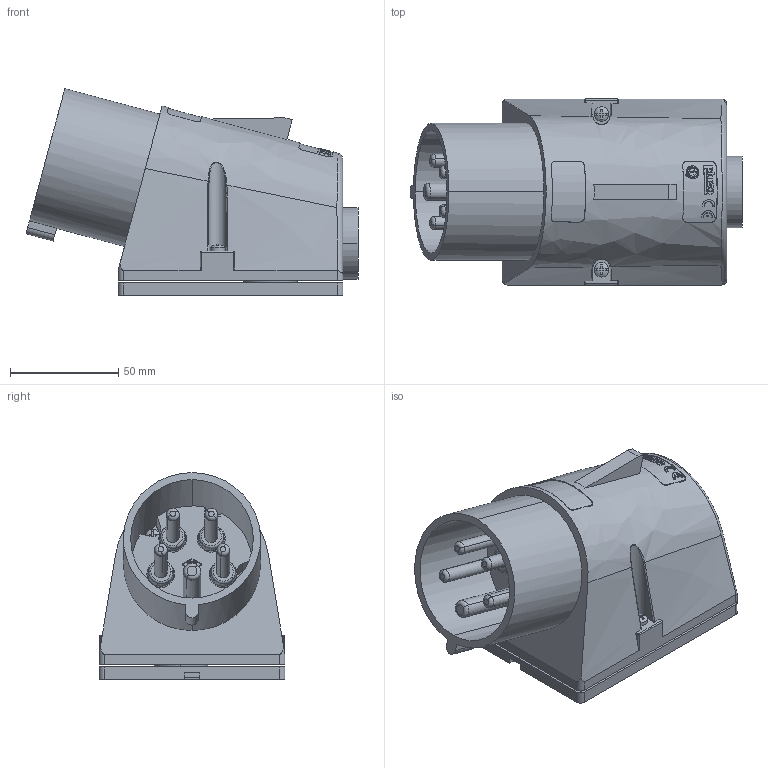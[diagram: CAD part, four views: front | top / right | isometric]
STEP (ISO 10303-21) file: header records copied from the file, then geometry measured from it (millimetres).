
FILE_DESCRIPTION(('Creo Elements/Direct Modeling STEP Export'),'2;1');
FILE_NAME('0ln7uvk4ap6lg7g1500','2017-05-18T13:22:01',(''),(''),'PTC Creo Elements/Direct Modeling STEP processor for AP214 (Solid Model)','PTC Creo Elements/Direct Modeling 19.0E 27-Jun-2016 (C) Parametric Technology GmbH','');
FILE_SCHEMA(('AUTOMOTIVE_DESIGN { 1 0 10303 214 1 1 1 1 }'));
Products named in the file (1): PE_3255_SM
Bounding box: 153.55 x 86 x 95.62 mm (x, y, z)
Volume: 518947.8 mm3; surface area: 96274.3 mm2
Topology: 1 solids, 15 shells, 1055 faces, 2816 edges, 1851 vertices
Faces by surface type: plane 668, cylinder 220, cone 62, torus 48, bspline 43, extrusion 8, sphere 6
Entity records: 67854 total; most frequent: CARTESIAN_POINT 34551, ORIENTED_EDGE 5636, DIRECTION 4286, EDGE_CURVE 2810, VERTEX_POINT 1851, VECTOR 1608, LINE 1599, AXIS2_PLACEMENT_3D 1339
